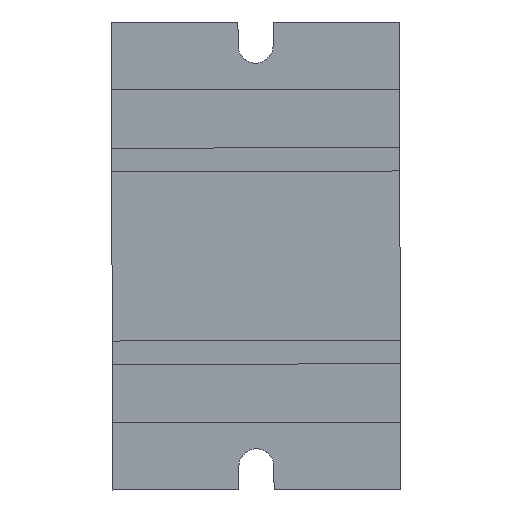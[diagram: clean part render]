
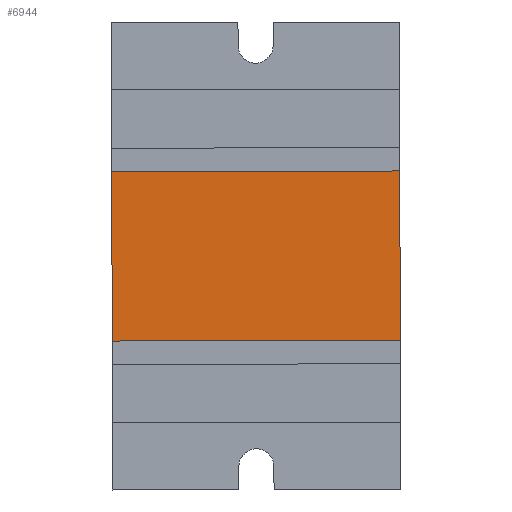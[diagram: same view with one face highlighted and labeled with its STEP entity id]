
A CAD part, front view. The second image highlights one B-rep face of the part: STEP entity #6944.
In plain terms, the highlighted planar face has unit normal (0, -1, 0).
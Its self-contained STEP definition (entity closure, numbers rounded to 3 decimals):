
#270 = LINE ( 'NONE', #10508, #2221 ) ;
#688 = VERTEX_POINT ( 'NONE', #5070 ) ;
#1062 = CARTESIAN_POINT ( 'NONE',  ( 24.65, 0., -17. ) ) ;
#1170 = PLANE ( 'NONE',  #9099 ) ;
#2157 = DIRECTION ( 'NONE',  ( -1., 0., 0. ) ) ;
#2221 = VECTOR ( 'NONE', #5855, 1000. ) ;
#4525 = VERTEX_POINT ( 'NONE', #8797 ) ;
#4656 = DIRECTION ( 'NONE',  ( 0., 0., 1. ) ) ;
#4798 = VERTEX_POINT ( 'NONE', #8547 ) ;
#5070 = CARTESIAN_POINT ( 'NONE',  ( 24.65, 0., -17. ) ) ;
#5781 = EDGE_CURVE ( 'NONE', #4525, #4798, #270, .T. ) ;
#5855 = DIRECTION ( 'NONE',  ( -1., 0., 0. ) ) ;
#5886 = VECTOR ( 'NONE', #13586, 1000. ) ;
#6172 = ORIENTED_EDGE ( 'NONE', *, *, #5781, .T. ) ;
#6266 = DIRECTION ( 'NONE',  ( 0., 0., -1. ) ) ;
#6655 = EDGE_LOOP ( 'NONE', ( #6974, #8362, #11639, #6172 ) ) ;
#6944 = ADVANCED_FACE ( 'NONE', ( #14208 ), #1170, .F. ) ;
#6974 = ORIENTED_EDGE ( 'NONE', *, *, #13505, .T. ) ;
#7312 = LINE ( 'NONE', #10824, #9630 ) ;
#7792 = CARTESIAN_POINT ( 'NONE',  ( 24.65, 0., 0. ) ) ;
#8362 = ORIENTED_EDGE ( 'NONE', *, *, #10118, .F. ) ;
#8382 = LINE ( 'NONE', #1062, #8731 ) ;
#8547 = CARTESIAN_POINT ( 'NONE',  ( -24.65, 0., 17. ) ) ;
#8731 = VECTOR ( 'NONE', #2157, 1000. ) ;
#8797 = CARTESIAN_POINT ( 'NONE',  ( 24.65, 0., 17. ) ) ;
#9099 = AXIS2_PLACEMENT_3D ( 'NONE', #14681, #10106, #4656 ) ;
#9495 = LINE ( 'NONE', #7792, #5886 ) ;
#9630 = VECTOR ( 'NONE', #6266, 1000. ) ;
#9825 = CARTESIAN_POINT ( 'NONE',  ( -24.65, 0., -17. ) ) ;
#10106 = DIRECTION ( 'NONE',  ( 0., 1., 0. ) ) ;
#10118 = EDGE_CURVE ( 'NONE', #688, #14415, #8382, .T. ) ;
#10508 = CARTESIAN_POINT ( 'NONE',  ( 24.65, 0., 17. ) ) ;
#10824 = CARTESIAN_POINT ( 'NONE',  ( -24.65, 0., 0. ) ) ;
#11639 = ORIENTED_EDGE ( 'NONE', *, *, #12342, .F. ) ;
#12342 = EDGE_CURVE ( 'NONE', #4525, #688, #9495, .T. ) ;
#13505 = EDGE_CURVE ( 'NONE', #4798, #14415, #7312, .T. ) ;
#13586 = DIRECTION ( 'NONE',  ( 0., 0., -1. ) ) ;
#14208 = FACE_OUTER_BOUND ( 'NONE', #6655, .T. ) ;
#14415 = VERTEX_POINT ( 'NONE', #9825 ) ;
#14681 = CARTESIAN_POINT ( 'NONE',  ( 24.65, 0., 0. ) ) ;
